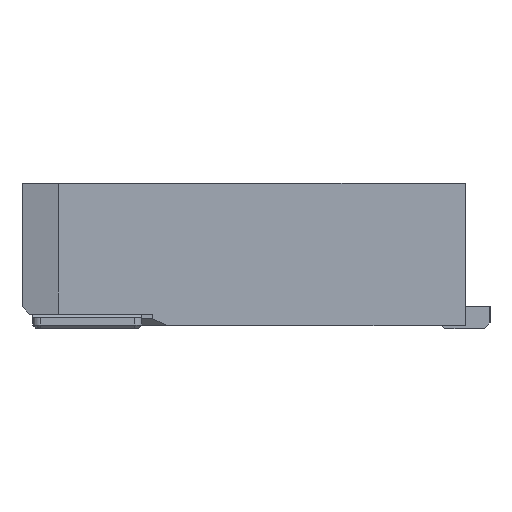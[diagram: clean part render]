
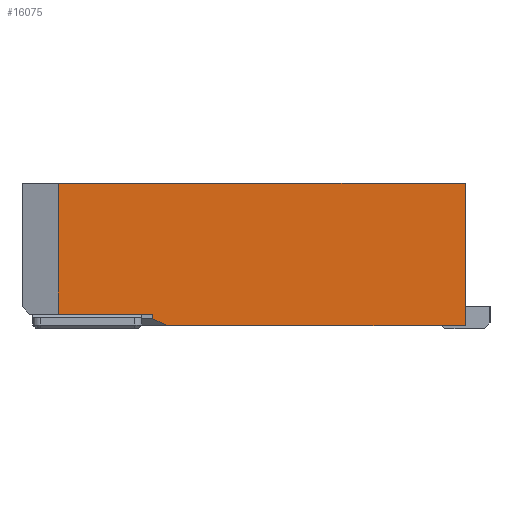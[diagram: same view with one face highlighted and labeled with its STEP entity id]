
A CAD part, left-side view. The second image highlights one B-rep face of the part: STEP entity #16075.
In plain terms, the highlighted planar face has unit normal (-1, 0, 0).
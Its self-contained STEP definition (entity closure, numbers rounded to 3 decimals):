
#41=DIRECTION('',(0.,-1.,0.));
#42=VECTOR('',#41,4.1);
#43=CARTESIAN_POINT('',(-7.875,4.1,-0.98));
#44=LINE('',#43,#42);
#209=DIRECTION('',(0.,0.,1.));
#210=VECTOR('',#209,1.96);
#211=CARTESIAN_POINT('',(-7.875,0.,-0.98));
#212=LINE('',#211,#210);
#4179=DIRECTION('',(0.,-1.,0.));
#4180=VECTOR('',#4179,5.6);
#4181=CARTESIAN_POINT('',(-7.875,5.6,0.98));
#4182=LINE('',#4181,#4180);
#4467=DIRECTION('',(0.,-1.,0.));
#4468=VECTOR('',#4467,1.3);
#4469=CARTESIAN_POINT('',(-7.875,5.6,-0.82));
#4470=LINE('',#4469,#4468);
#4471=DIRECTION('',(0.,0.,1.));
#4472=VECTOR('',#4471,1.8);
#4473=CARTESIAN_POINT('',(-7.875,5.6,-0.82));
#4474=LINE('',#4473,#4472);
#4475=DIRECTION('',(0.,-0.894,-0.447));
#4476=VECTOR('',#4475,0.224);
#4477=CARTESIAN_POINT('',(-7.875,4.3,-0.88));
#4478=LINE('',#4477,#4476);
#4479=DIRECTION('',(0.,0.,-1.));
#4480=VECTOR('',#4479,0.06);
#4481=CARTESIAN_POINT('',(-7.875,4.3,-0.82));
#4482=LINE('',#4481,#4480);
#8091=CARTESIAN_POINT('',(-7.875,5.6,0.98));
#8092=CARTESIAN_POINT('',(-7.875,0.,0.98));
#8093=VERTEX_POINT('',#8091);
#8094=VERTEX_POINT('',#8092);
#8103=CARTESIAN_POINT('',(-7.875,0.,-0.98));
#8104=VERTEX_POINT('',#8103);
#8363=CARTESIAN_POINT('',(-7.875,5.6,-0.82));
#8364=CARTESIAN_POINT('',(-7.875,4.3,-0.82));
#8365=VERTEX_POINT('',#8363);
#8366=VERTEX_POINT('',#8364);
#8367=CARTESIAN_POINT('',(-7.875,4.3,-0.88));
#8368=VERTEX_POINT('',#8367);
#8369=CARTESIAN_POINT('',(-7.875,4.1,-0.98));
#8370=VERTEX_POINT('',#8369);
#16059=CARTESIAN_POINT('',(-7.875,5.6,-0.98));
#16060=DIRECTION('',(-1.,0.,0.));
#16061=DIRECTION('',(0.,-1.,0.));
#16062=AXIS2_PLACEMENT_3D('',#16059,#16060,#16061);
#16063=PLANE('',#16062);
#16065=ORIENTED_EDGE('',*,*,#16064,.F.);
#16067=ORIENTED_EDGE('',*,*,#16066,.T.);
#16068=ORIENTED_EDGE('',*,*,#15639,.T.);
#16069=ORIENTED_EDGE('',*,*,#10777,.F.);
#16070=ORIENTED_EDGE('',*,*,#10603,.F.);
#16071=ORIENTED_EDGE('',*,*,#15495,.F.);
#16072=ORIENTED_EDGE('',*,*,#15513,.F.);
#16073=EDGE_LOOP('',(#16065,#16067,#16068,#16069,#16070,#16071,#16072));
#16074=FACE_OUTER_BOUND('',#16073,.F.);
#16075=ADVANCED_FACE('',(#16074),#16063,.T.);
#10603=EDGE_CURVE('',#8370,#8104,#44,.T.);
#10777=EDGE_CURVE('',#8104,#8094,#212,.T.);
#15495=EDGE_CURVE('',#8368,#8370,#4478,.T.);
#15513=EDGE_CURVE('',#8366,#8368,#4482,.T.);
#15639=EDGE_CURVE('',#8093,#8094,#4182,.T.);
#16064=EDGE_CURVE('',#8365,#8366,#4470,.T.);
#16066=EDGE_CURVE('',#8365,#8093,#4474,.T.);
